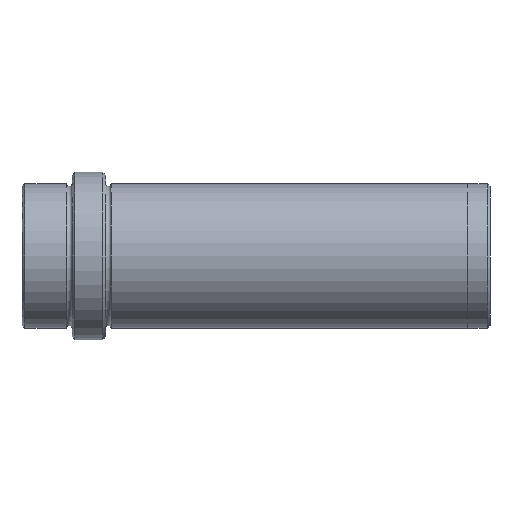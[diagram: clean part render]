
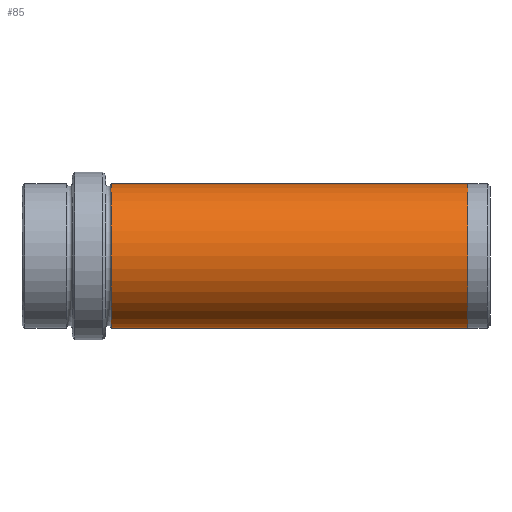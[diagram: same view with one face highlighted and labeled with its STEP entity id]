
A CAD part, front view. The second image highlights one B-rep face of the part: STEP entity #85.
In plain terms, the highlighted cylindrical face has radius 13 mm (diameter 26 mm), a full revolution.
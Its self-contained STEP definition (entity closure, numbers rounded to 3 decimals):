
#85 = ADVANCED_FACE( '', ( #121, #122 ), #123, .T. );
#121 = FACE_OUTER_BOUND( '', #175, .T. );
#122 = FACE_OUTER_BOUND( '', #176, .T. );
#123 = CYLINDRICAL_SURFACE( '', #177, 13. );
#175 = EDGE_LOOP( '', ( #245 ) );
#176 = EDGE_LOOP( '', ( #246 ) );
#177 = AXIS2_PLACEMENT_3D( '', #247, #248, #249 );
#245 = ORIENTED_EDGE( '', *, *, #309, .F. );
#246 = ORIENTED_EDGE( '', *, *, #310, .T. );
#247 = CARTESIAN_POINT( '', ( 280., 0., 0. ) );
#248 = DIRECTION( '', ( 1., 0., 0. ) );
#249 = DIRECTION( '', ( 0., 0., 1. ) );
#309 = EDGE_CURVE( '', #341, #341, #342, .T. );
#310 = EDGE_CURVE( '', #343, #343, #344, .T. );
#341 = VERTEX_POINT( '', #377 );
#342 = CIRCLE( '', #378, 13. );
#343 = VERTEX_POINT( '', #379 );
#344 = CIRCLE( '', #380, 13. );
#377 = CARTESIAN_POINT( '', ( 16., 0., 13. ) );
#378 = AXIS2_PLACEMENT_3D( '', #427, #428, #429 );
#379 = CARTESIAN_POINT( '', ( 80., 0., 13. ) );
#380 = AXIS2_PLACEMENT_3D( '', #430, #431, #432 );
#427 = CARTESIAN_POINT( '', ( 16., 0., 0. ) );
#428 = DIRECTION( '', ( -1., 0., 0. ) );
#429 = DIRECTION( '', ( 0., 0., 1. ) );
#430 = CARTESIAN_POINT( '', ( 80., 0., 0. ) );
#431 = DIRECTION( '', ( -1., 0., 0. ) );
#432 = DIRECTION( '', ( 0., 0., 1. ) );
